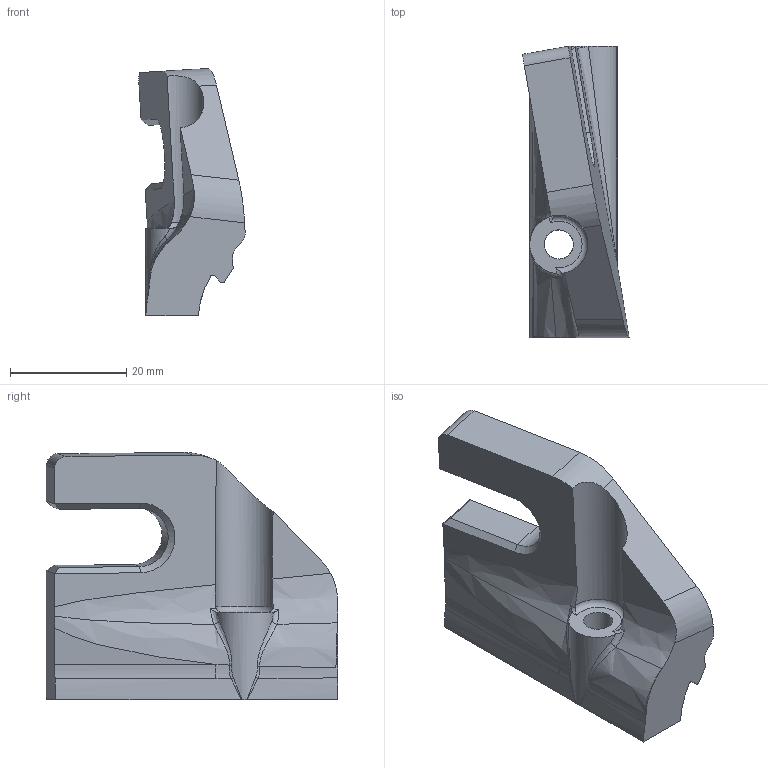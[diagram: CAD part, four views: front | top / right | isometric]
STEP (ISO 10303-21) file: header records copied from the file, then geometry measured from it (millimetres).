
FILE_DESCRIPTION(/* description */ (''),/* implementation_level */ '2;1');
FILE_NAME(/* name */ '6f3134be-1803-408a-ad16-984077df2ec3.stp',/* time_stamp */ '2019-04-16T02:17:06+00:00',/* author */ (''),/* organization */ (''),/* preprocessor_version */ 'ST-DEVELOPER v18',/* originating_system */ 'Autodesk Translation Framework v8.2.0.1029',/* authorisation */ '');
FILE_SCHEMA (('AUTOMOTIVE_DESIGN { 1 0 10303 214 3 1 1 }'));
Length unit declared in the file: millimetre
Products named in the file (1): Rear Dropouts right 2
Bounding box: 18.26 x 50 x 42.42 mm (x, y, z)
Volume: 15072.8 mm3; surface area: 5763.2 mm2
Topology: 1 solids, 1 shells, 65 faces, 173 edges, 110 vertices
Faces by surface type: plane 24, bspline 21, cylinder 17, cone 2, torus 1
Full cylindrical faces by diameter (mm): 5 x1
Entity records: 2695 total; most frequent: CARTESIAN_POINT 1169, ORIENTED_EDGE 346, DIRECTION 261, EDGE_CURVE 173, VERTEX_POINT 110, AXIS2_PLACEMENT_3D 98, EDGE_LOOP 67, FACE_OUTER_BOUND 65
